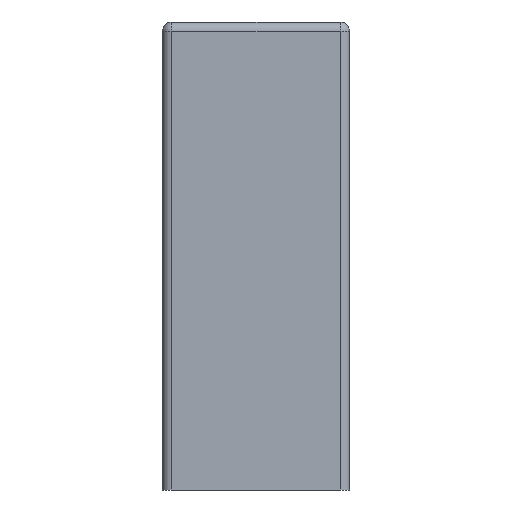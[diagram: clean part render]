
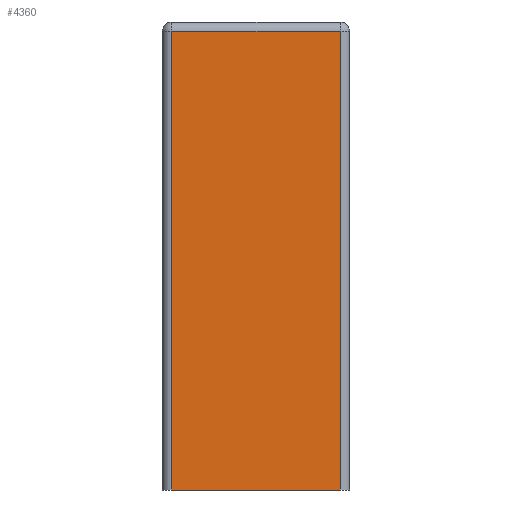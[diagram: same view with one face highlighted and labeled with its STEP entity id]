
A CAD part, left-side view. The second image highlights one B-rep face of the part: STEP entity #4360.
In plain terms, the highlighted planar face has unit normal (-1, 0, 0).
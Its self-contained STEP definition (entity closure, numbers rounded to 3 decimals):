
#770=CARTESIAN_POINT('',(25.,9.5,0.));
#780=VERTEX_POINT('',#770);
#810=CARTESIAN_POINT('',(25.,10.,0.));
#820=DIRECTION('',(0.,-1.,0.));
#830=VECTOR('',#820,1.);
#840=LINE('',#810,#830);
#850=CARTESIAN_POINT('',(25.,0.5,0.));
#860=VERTEX_POINT('',#850);
#870=EDGE_CURVE('',#780,#860,#840,.T.);
#2180=CARTESIAN_POINT('',(25.,0.,24.5));
#2190=DIRECTION('',(0.,-1.,0.));
#2200=VECTOR('',#2190,1.);
#2210=LINE('',#2180,#2200);
#2220=CARTESIAN_POINT('',(25.,9.5,24.5));
#2230=VERTEX_POINT('',#2220);
#2240=CARTESIAN_POINT('',(25.,0.5,24.5));
#2250=VERTEX_POINT('',#2240);
#2260=EDGE_CURVE('',#2230,#2250,#2210,.T.);
#4150=CARTESIAN_POINT('',(25.,0.,0.));
#4160=DIRECTION('',(-1.,0.,0.));
#4170=DIRECTION('',(0.,1.,0.));
#4180=AXIS2_PLACEMENT_3D('',#4150,#4160,#4170);
#4190=PLANE('',#4180);
#4200=CARTESIAN_POINT('',(25.,9.5,0.));
#4210=DIRECTION('',(0.,0.,1.));
#4220=VECTOR('',#4210,1.);
#4230=LINE('',#4200,#4220);
#4240=EDGE_CURVE('',#780,#2230,#4230,.T.);
#4250=ORIENTED_EDGE('',*,*,#4240,.F.);
#4260=ORIENTED_EDGE('',*,*,#2260,.F.);
#4270=CARTESIAN_POINT('',(25.,0.5,0.));
#4280=DIRECTION('',(0.,0.,-1.));
#4290=VECTOR('',#4280,1.);
#4300=LINE('',#4270,#4290);
#4310=EDGE_CURVE('',#2250,#860,#4300,.T.);
#4320=ORIENTED_EDGE('',*,*,#4310,.F.);
#4330=ORIENTED_EDGE('',*,*,#870,.T.);
#4340=EDGE_LOOP('',(#4330,#4320,#4260,#4250));
#4350=FACE_OUTER_BOUND('',#4340,.T.);
#4360=ADVANCED_FACE('',(#4350),#4190,.T.);
